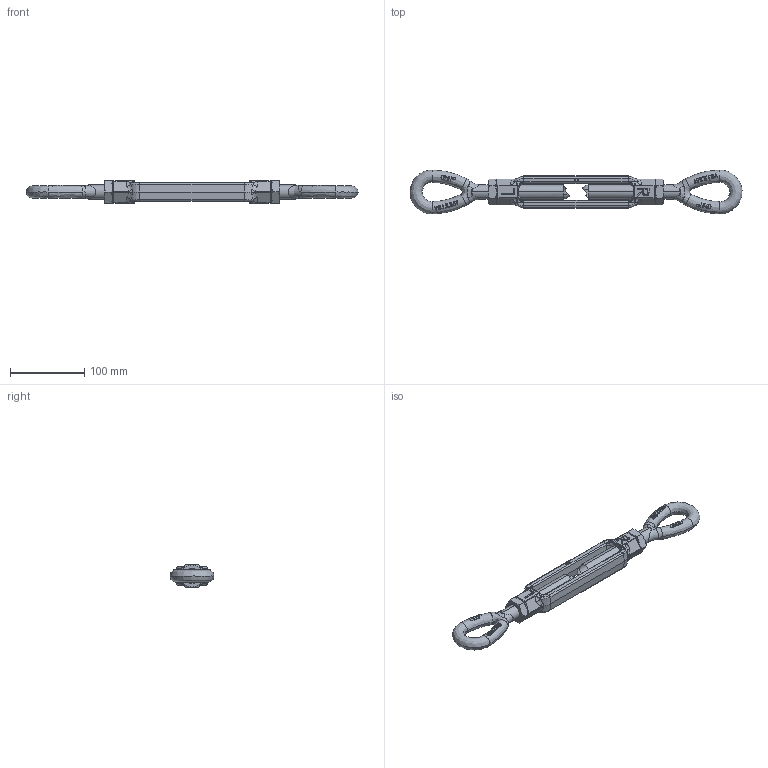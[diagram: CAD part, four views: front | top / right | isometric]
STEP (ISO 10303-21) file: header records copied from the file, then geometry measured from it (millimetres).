
FILE_DESCRIPTION(('STEP AP214'),'1');
FILE_NAME('ssgpoo1906.stp','2017-03-31T06:42:43',('TraceParts'),('TraceParts S.A.'),'Spatial InterOp 3D',' ',' ');
FILE_SCHEMA(('automotive_design'));
Length unit declared in the file: millimetre
Products named in the file (8): ssgpoo1906_1; ssgpoo1906_2; ssgpoo1906_3; ssgpoo1906_4; ssgpoo1906_5; ssgpoo1906_6; ssgpoo1906_7; ssgpoo1906_8
Bounding box: 445.89 x 59 x 32 mm (x, y, z)
Volume: 259960.9 mm3; surface area: 72641.4 mm2
Topology: 8 solids, 8 shells, 687 faces, 1779 edges, 1130 vertices
Faces by surface type: plane 263, bspline 258, cylinder 114, cone 52
Entity records: 40097 total; most frequent: CARTESIAN_POINT 20229, ORIENTED_EDGE 3564, DIRECTION 2018, EDGE_CURVE 1782, VERTEX_POINT 1134, B_SPLINE_CURVE_WITH_KNOTS 833, EDGE_LOOP 722, AXIS2_PLACEMENT_3D 697
